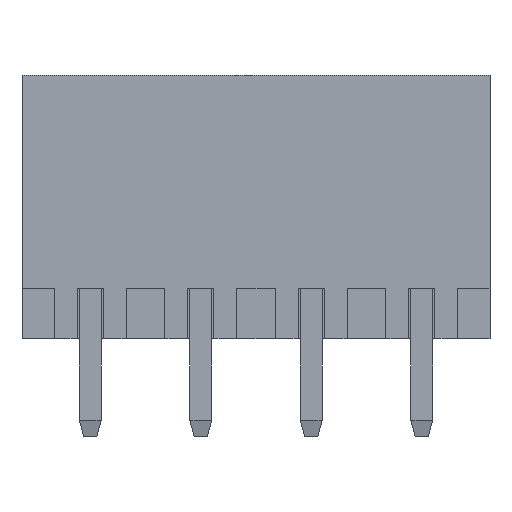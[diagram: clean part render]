
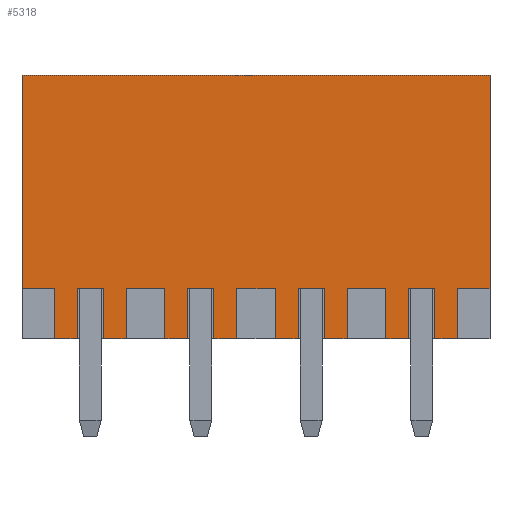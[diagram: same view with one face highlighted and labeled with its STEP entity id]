
A CAD part, front view. The second image highlights one B-rep face of the part: STEP entity #5318.
In plain terms, the highlighted planar face has unit normal (0, -1, 0).
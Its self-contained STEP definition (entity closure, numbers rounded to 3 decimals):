
#360=FACE_OUTER_BOUND('',#673,.T.);
#673=EDGE_LOOP('',(#4475,#4476,#4477,#4478,#4479,#4480,#4481,#4482,#4483,
#4484,#4485,#4486,#4487,#4488,#4489,#4490,#4491,#4492,#4493,#4494,#4495,
#4496,#4497,#4498,#4499,#4500,#4501,#4502,#4503,#4504,#4505,#4506,#4507,
#4508,#4509,#4510));
#1114=LINE('',#7798,#1781);
#1138=LINE('',#7856,#1805);
#1143=LINE('',#7866,#1810);
#1148=LINE('',#7877,#1815);
#1153=LINE('',#7887,#1820);
#1168=LINE('',#7919,#1835);
#1173=LINE('',#7929,#1840);
#1178=LINE('',#7940,#1845);
#1183=LINE('',#7950,#1850);
#1198=LINE('',#7982,#1865);
#1203=LINE('',#7992,#1870);
#1208=LINE('',#8003,#1875);
#1213=LINE('',#8013,#1880);
#1220=LINE('',#8026,#1887);
#1221=LINE('',#8028,#1888);
#1223=LINE('',#8031,#1890);
#1224=LINE('',#8033,#1891);
#1226=LINE('',#8036,#1893);
#1227=LINE('',#8039,#1894);
#1230=LINE('',#8044,#1897);
#1272=LINE('',#8195,#1939);
#1276=LINE('',#8204,#1943);
#1281=LINE('',#8215,#1948);
#1286=LINE('',#8225,#1953);
#1291=LINE('',#8234,#1958);
#1292=LINE('',#8236,#1959);
#1320=LINE('',#8309,#1987);
#1321=LINE('',#8310,#1988);
#1322=LINE('',#8311,#1989);
#1323=LINE('',#8312,#1990);
#1324=LINE('',#8313,#1991);
#1325=LINE('',#8314,#1992);
#1326=LINE('',#8315,#1993);
#1327=LINE('',#8316,#1994);
#1329=LINE('',#8319,#1996);
#1330=LINE('',#8321,#1997);
#1781=VECTOR('',#6411,21.52);
#1805=VECTOR('',#6451,2.3);
#1810=VECTOR('',#6458,2.3);
#1815=VECTOR('',#6467,2.3);
#1820=VECTOR('',#6474,2.3);
#1835=VECTOR('',#6499,2.3);
#1840=VECTOR('',#6506,2.3);
#1845=VECTOR('',#6515,2.3);
#1850=VECTOR('',#6522,2.3);
#1865=VECTOR('',#6547,2.3);
#1870=VECTOR('',#6554,2.3);
#1875=VECTOR('',#6563,2.3);
#1880=VECTOR('',#6570,2.3);
#1887=VECTOR('',#6581,1.78);
#1888=VECTOR('',#6584,1.2);
#1890=VECTOR('',#6588,1.78);
#1891=VECTOR('',#6591,1.2);
#1893=VECTOR('',#6595,1.78);
#1894=VECTOR('',#6598,1.49);
#1897=VECTOR('',#6603,1.2);
#1939=VECTOR('',#6747,2.3);
#1943=VECTOR('',#6753,2.3);
#1948=VECTOR('',#6762,2.3);
#1953=VECTOR('',#6769,2.3);
#1958=VECTOR('',#6778,1.49);
#1959=VECTOR('',#6781,1.2);
#1987=VECTOR('',#6849,1.05);
#1988=VECTOR('',#6850,1.05);
#1989=VECTOR('',#6851,1.05);
#1990=VECTOR('',#6852,1.05);
#1991=VECTOR('',#6853,1.05);
#1992=VECTOR('',#6854,1.05);
#1993=VECTOR('',#6855,1.05);
#1994=VECTOR('',#6856,1.05);
#1996=VECTOR('',#6860,9.8);
#1997=VECTOR('',#6863,9.8);
#2301=VERTEX_POINT('',#7795);
#2302=VERTEX_POINT('',#7797);
#2327=VERTEX_POINT('',#7853);
#2328=VERTEX_POINT('',#7855);
#2329=VERTEX_POINT('',#7859);
#2332=VERTEX_POINT('',#7864);
#2335=VERTEX_POINT('',#7874);
#2336=VERTEX_POINT('',#7876);
#2337=VERTEX_POINT('',#7880);
#2340=VERTEX_POINT('',#7885);
#2351=VERTEX_POINT('',#7916);
#2352=VERTEX_POINT('',#7918);
#2353=VERTEX_POINT('',#7922);
#2356=VERTEX_POINT('',#7927);
#2359=VERTEX_POINT('',#7937);
#2360=VERTEX_POINT('',#7939);
#2361=VERTEX_POINT('',#7943);
#2364=VERTEX_POINT('',#7948);
#2375=VERTEX_POINT('',#7979);
#2376=VERTEX_POINT('',#7981);
#2377=VERTEX_POINT('',#7985);
#2380=VERTEX_POINT('',#7990);
#2383=VERTEX_POINT('',#8000);
#2384=VERTEX_POINT('',#8002);
#2385=VERTEX_POINT('',#8006);
#2388=VERTEX_POINT('',#8011);
#2392=VERTEX_POINT('',#8024);
#2393=VERTEX_POINT('',#8038);
#2434=VERTEX_POINT('',#8193);
#2435=VERTEX_POINT('',#8197);
#2438=VERTEX_POINT('',#8202);
#2441=VERTEX_POINT('',#8212);
#2442=VERTEX_POINT('',#8214);
#2443=VERTEX_POINT('',#8218);
#2446=VERTEX_POINT('',#8223);
#2448=VERTEX_POINT('',#8232);
#2906=EDGE_CURVE('',#2302,#2301,#1114,.T.);
#2934=EDGE_CURVE('',#2328,#2327,#1138,.T.);
#2939=EDGE_CURVE('',#2332,#2329,#1143,.T.);
#2944=EDGE_CURVE('',#2336,#2335,#1148,.T.);
#2949=EDGE_CURVE('',#2340,#2337,#1153,.T.);
#2964=EDGE_CURVE('',#2352,#2351,#1168,.T.);
#2969=EDGE_CURVE('',#2356,#2353,#1173,.T.);
#2974=EDGE_CURVE('',#2360,#2359,#1178,.T.);
#2979=EDGE_CURVE('',#2364,#2361,#1183,.T.);
#2994=EDGE_CURVE('',#2376,#2375,#1198,.T.);
#2999=EDGE_CURVE('',#2380,#2377,#1203,.T.);
#3004=EDGE_CURVE('',#2384,#2383,#1208,.T.);
#3009=EDGE_CURVE('',#2388,#2385,#1213,.T.);
#3016=EDGE_CURVE('',#2392,#2388,#1220,.T.);
#3017=EDGE_CURVE('',#2384,#2380,#1221,.T.);
#3019=EDGE_CURVE('',#2376,#2364,#1223,.T.);
#3020=EDGE_CURVE('',#2360,#2356,#1224,.T.);
#3022=EDGE_CURVE('',#2352,#2340,#1226,.T.);
#3023=EDGE_CURVE('',#2328,#2393,#1227,.T.);
#3026=EDGE_CURVE('',#2336,#2332,#1230,.T.);
#3091=EDGE_CURVE('',#2392,#2434,#1272,.T.);
#3095=EDGE_CURVE('',#2438,#2435,#1276,.T.);
#3100=EDGE_CURVE('',#2442,#2441,#1281,.T.);
#3105=EDGE_CURVE('',#2446,#2443,#1286,.T.);
#3110=EDGE_CURVE('',#2448,#2446,#1291,.T.);
#3111=EDGE_CURVE('',#2442,#2438,#1292,.T.);
#3144=EDGE_CURVE('',#2441,#2443,#1320,.T.);
#3145=EDGE_CURVE('',#2434,#2435,#1321,.T.);
#3146=EDGE_CURVE('',#2383,#2385,#1322,.T.);
#3147=EDGE_CURVE('',#2375,#2377,#1323,.T.);
#3148=EDGE_CURVE('',#2359,#2361,#1324,.T.);
#3149=EDGE_CURVE('',#2351,#2353,#1325,.T.);
#3150=EDGE_CURVE('',#2335,#2337,#1326,.T.);
#3151=EDGE_CURVE('',#2327,#2329,#1327,.T.);
#3153=EDGE_CURVE('',#2448,#2302,#1329,.T.);
#3154=EDGE_CURVE('',#2393,#2301,#1330,.T.);
#4475=ORIENTED_EDGE('',*,*,#3110,.F.);
#4476=ORIENTED_EDGE('',*,*,#3153,.T.);
#4477=ORIENTED_EDGE('',*,*,#2906,.T.);
#4478=ORIENTED_EDGE('',*,*,#3154,.F.);
#4479=ORIENTED_EDGE('',*,*,#3023,.F.);
#4480=ORIENTED_EDGE('',*,*,#2934,.T.);
#4481=ORIENTED_EDGE('',*,*,#3151,.T.);
#4482=ORIENTED_EDGE('',*,*,#2939,.F.);
#4483=ORIENTED_EDGE('',*,*,#3026,.F.);
#4484=ORIENTED_EDGE('',*,*,#2944,.T.);
#4485=ORIENTED_EDGE('',*,*,#3150,.T.);
#4486=ORIENTED_EDGE('',*,*,#2949,.F.);
#4487=ORIENTED_EDGE('',*,*,#3022,.F.);
#4488=ORIENTED_EDGE('',*,*,#2964,.T.);
#4489=ORIENTED_EDGE('',*,*,#3149,.T.);
#4490=ORIENTED_EDGE('',*,*,#2969,.F.);
#4491=ORIENTED_EDGE('',*,*,#3020,.F.);
#4492=ORIENTED_EDGE('',*,*,#2974,.T.);
#4493=ORIENTED_EDGE('',*,*,#3148,.T.);
#4494=ORIENTED_EDGE('',*,*,#2979,.F.);
#4495=ORIENTED_EDGE('',*,*,#3019,.F.);
#4496=ORIENTED_EDGE('',*,*,#2994,.T.);
#4497=ORIENTED_EDGE('',*,*,#3147,.T.);
#4498=ORIENTED_EDGE('',*,*,#2999,.F.);
#4499=ORIENTED_EDGE('',*,*,#3017,.F.);
#4500=ORIENTED_EDGE('',*,*,#3004,.T.);
#4501=ORIENTED_EDGE('',*,*,#3146,.T.);
#4502=ORIENTED_EDGE('',*,*,#3009,.F.);
#4503=ORIENTED_EDGE('',*,*,#3016,.F.);
#4504=ORIENTED_EDGE('',*,*,#3091,.T.);
#4505=ORIENTED_EDGE('',*,*,#3145,.T.);
#4506=ORIENTED_EDGE('',*,*,#3095,.F.);
#4507=ORIENTED_EDGE('',*,*,#3111,.F.);
#4508=ORIENTED_EDGE('',*,*,#3100,.T.);
#4509=ORIENTED_EDGE('',*,*,#3144,.T.);
#4510=ORIENTED_EDGE('',*,*,#3105,.F.);
#4829=PLANE('',#5626);
#5318=ADVANCED_FACE('',(#360),#4829,.T.);
#5626=AXIS2_PLACEMENT_3D('',#8320,#6861,#6862);
#6411=DIRECTION('',(-1.,0.,0.));
#6451=DIRECTION('',(0.,0.,-1.));
#6458=DIRECTION('',(0.,0.,-1.));
#6467=DIRECTION('',(0.,0.,-1.));
#6474=DIRECTION('',(0.,0.,-1.));
#6499=DIRECTION('',(0.,0.,-1.));
#6506=DIRECTION('',(0.,0.,-1.));
#6515=DIRECTION('',(0.,0.,-1.));
#6522=DIRECTION('',(0.,0.,-1.));
#6547=DIRECTION('',(0.,0.,-1.));
#6554=DIRECTION('',(0.,0.,-1.));
#6563=DIRECTION('',(0.,0.,-1.));
#6570=DIRECTION('',(0.,0.,-1.));
#6581=DIRECTION('',(-1.,0.,0.));
#6584=DIRECTION('',(-1.,0.,0.));
#6588=DIRECTION('',(-1.,0.,0.));
#6591=DIRECTION('',(-1.,0.,0.));
#6595=DIRECTION('',(-1.,0.,0.));
#6598=DIRECTION('',(-1.,0.,0.));
#6603=DIRECTION('',(-1.,0.,0.));
#6747=DIRECTION('',(0.,0.,-1.));
#6753=DIRECTION('',(0.,0.,-1.));
#6762=DIRECTION('',(0.,0.,-1.));
#6769=DIRECTION('',(0.,0.,-1.));
#6778=DIRECTION('',(-1.,0.,0.));
#6781=DIRECTION('',(-1.,0.,0.));
#6849=DIRECTION('',(1.,0.,0.));
#6850=DIRECTION('',(1.,0.,0.));
#6851=DIRECTION('',(1.,0.,0.));
#6852=DIRECTION('',(1.,0.,0.));
#6853=DIRECTION('',(1.,0.,0.));
#6854=DIRECTION('',(1.,0.,0.));
#6855=DIRECTION('',(1.,0.,0.));
#6856=DIRECTION('',(1.,0.,0.));
#6860=DIRECTION('',(0.,0.,1.));
#6861=DIRECTION('center_axis',(0.,-1.,0.));
#6862=DIRECTION('ref_axis',(1.,0.,0.));
#6863=DIRECTION('',(0.,0.,1.));
#7795=CARTESIAN_POINT('',(-10.76,-4.,12.1));
#7797=CARTESIAN_POINT('',(10.76,-4.,12.1));
#7798=CARTESIAN_POINT('',(6.35,-4.,12.1));
#7853=CARTESIAN_POINT('',(-9.27,-4.,0.));
#7855=CARTESIAN_POINT('',(-9.27,-4.,2.3));
#7856=CARTESIAN_POINT('',(-9.27,-4.,2.3));
#7859=CARTESIAN_POINT('',(-8.22,-4.,0.));
#7864=CARTESIAN_POINT('',(-8.22,-4.,2.3));
#7866=CARTESIAN_POINT('',(-8.22,-4.,2.3));
#7874=CARTESIAN_POINT('',(-7.02,-4.,0.));
#7876=CARTESIAN_POINT('',(-7.02,-4.,2.3));
#7877=CARTESIAN_POINT('',(-7.02,-4.,2.3));
#7880=CARTESIAN_POINT('',(-5.97,-4.,0.));
#7885=CARTESIAN_POINT('',(-5.97,-4.,2.3));
#7887=CARTESIAN_POINT('',(-5.97,-4.,2.3));
#7916=CARTESIAN_POINT('',(-4.19,-4.,0.));
#7918=CARTESIAN_POINT('',(-4.19,-4.,2.3));
#7919=CARTESIAN_POINT('',(-4.19,-4.,2.3));
#7922=CARTESIAN_POINT('',(-3.14,-4.,0.));
#7927=CARTESIAN_POINT('',(-3.14,-4.,2.3));
#7929=CARTESIAN_POINT('',(-3.14,-4.,2.3));
#7937=CARTESIAN_POINT('',(-1.94,-4.,0.));
#7939=CARTESIAN_POINT('',(-1.94,-4.,2.3));
#7940=CARTESIAN_POINT('',(-1.94,-4.,2.3));
#7943=CARTESIAN_POINT('',(-0.89,-4.,0.));
#7948=CARTESIAN_POINT('',(-0.89,-4.,2.3));
#7950=CARTESIAN_POINT('',(-0.89,-4.,2.3));
#7979=CARTESIAN_POINT('',(0.89,-4.,0.));
#7981=CARTESIAN_POINT('',(0.89,-4.,2.3));
#7982=CARTESIAN_POINT('',(0.89,-4.,2.3));
#7985=CARTESIAN_POINT('',(1.94,-4.,0.));
#7990=CARTESIAN_POINT('',(1.94,-4.,2.3));
#7992=CARTESIAN_POINT('',(1.94,-4.,2.3));
#8000=CARTESIAN_POINT('',(3.14,-4.,0.));
#8002=CARTESIAN_POINT('',(3.14,-4.,2.3));
#8003=CARTESIAN_POINT('',(3.14,-4.,2.3));
#8006=CARTESIAN_POINT('',(4.19,-4.,0.));
#8011=CARTESIAN_POINT('',(4.19,-4.,2.3));
#8013=CARTESIAN_POINT('',(4.19,-4.,2.3));
#8024=CARTESIAN_POINT('',(5.97,-4.,2.3));
#8026=CARTESIAN_POINT('',(10.76,-4.,2.3));
#8028=CARTESIAN_POINT('',(10.76,-4.,2.3));
#8031=CARTESIAN_POINT('',(10.76,-4.,2.3));
#8033=CARTESIAN_POINT('',(10.76,-4.,2.3));
#8036=CARTESIAN_POINT('',(10.76,-4.,2.3));
#8038=CARTESIAN_POINT('',(-10.76,-4.,2.3));
#8039=CARTESIAN_POINT('',(10.76,-4.,2.3));
#8044=CARTESIAN_POINT('',(10.76,-4.,2.3));
#8193=CARTESIAN_POINT('',(5.97,-4.,0.));
#8195=CARTESIAN_POINT('',(5.97,-4.,2.3));
#8197=CARTESIAN_POINT('',(7.02,-4.,0.));
#8202=CARTESIAN_POINT('',(7.02,-4.,2.3));
#8204=CARTESIAN_POINT('',(7.02,-4.,2.3));
#8212=CARTESIAN_POINT('',(8.22,-4.,0.));
#8214=CARTESIAN_POINT('',(8.22,-4.,2.3));
#8215=CARTESIAN_POINT('',(8.22,-4.,2.3));
#8218=CARTESIAN_POINT('',(9.27,-4.,0.));
#8223=CARTESIAN_POINT('',(9.27,-4.,2.3));
#8225=CARTESIAN_POINT('',(9.27,-4.,2.3));
#8232=CARTESIAN_POINT('',(10.76,-4.,2.3));
#8234=CARTESIAN_POINT('',(10.76,-4.,2.3));
#8236=CARTESIAN_POINT('',(10.76,-4.,2.3));
#8309=CARTESIAN_POINT('',(8.445,-4.,0.));
#8310=CARTESIAN_POINT('',(7.32,-4.,0.));
#8311=CARTESIAN_POINT('',(3.365,-4.,0.));
#8312=CARTESIAN_POINT('',(2.24,-4.,0.));
#8313=CARTESIAN_POINT('',(-1.715,-4.,0.));
#8314=CARTESIAN_POINT('',(-2.84,-4.,0.));
#8315=CARTESIAN_POINT('',(-6.795,-4.,0.));
#8316=CARTESIAN_POINT('',(-7.92,-4.,0.));
#8319=CARTESIAN_POINT('',(10.76,-4.,2.3));
#8320=CARTESIAN_POINT('Origin',(-10.76,-4.,2.3));
#8321=CARTESIAN_POINT('',(-10.76,-4.,2.3));
